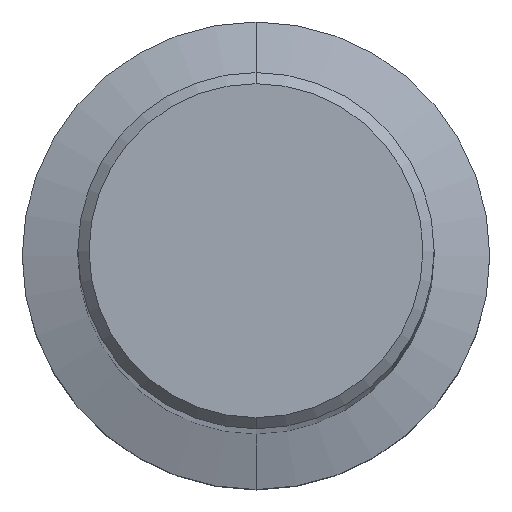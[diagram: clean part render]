
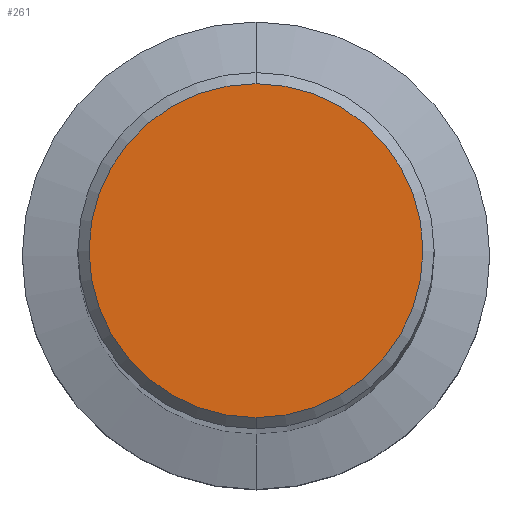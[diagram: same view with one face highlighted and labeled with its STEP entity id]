
A CAD part, top view. The second image highlights one B-rep face of the part: STEP entity #261.
In plain terms, the highlighted planar face has unit normal (0, 0, 1).
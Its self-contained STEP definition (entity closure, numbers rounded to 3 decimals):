
#261=ADVANCED_FACE('',(#625),#626,.T.);
#333=VERTEX_POINT('',#705);
#445=EDGE_CURVE('',#491,#333,#826,.T.);
#491=VERTEX_POINT('',#878);
#495=EDGE_CURVE('',#333,#491,#882,.T.);
#625=FACE_OUTER_BOUND('',#1088,.T.);
#626=PLANE('',#1089);
#705=CARTESIAN_POINT('',(0.,-15.0,0.0));
#826=CIRCLE('',#1670,15.0);
#878=CARTESIAN_POINT('',(0.0,15.0,0.0));
#882=CIRCLE('',#1736,15.0);
#1088=EDGE_LOOP('',(#1907,#1908));
#1089=AXIS2_PLACEMENT_3D('',#1909,#1910,#1911);
#1670=AXIS2_PLACEMENT_3D('',#2113,#2114,#2115);
#1736=AXIS2_PLACEMENT_3D('',#2180,#2181,#2182);
#1907=ORIENTED_EDGE('',*,*,#445,.F.);
#1908=ORIENTED_EDGE('',*,*,#495,.F.);
#1909=CARTESIAN_POINT('',(0.0,7.5,0.0));
#1910=DIRECTION('',(-0.0,0.0,1.0));
#1911=DIRECTION('',(0.0,-1.0,0.0));
#2113=CARTESIAN_POINT('',(0.0,0.0,0.0));
#2114=DIRECTION('',(0.0,0.0,-1.0));
#2115=DIRECTION('',(0.0,1.0,0.0));
#2180=CARTESIAN_POINT('',(0.0,0.0,0.0));
#2181=DIRECTION('',(0.0,0.0,-1.0));
#2182=DIRECTION('',(0.0,1.0,0.0));
